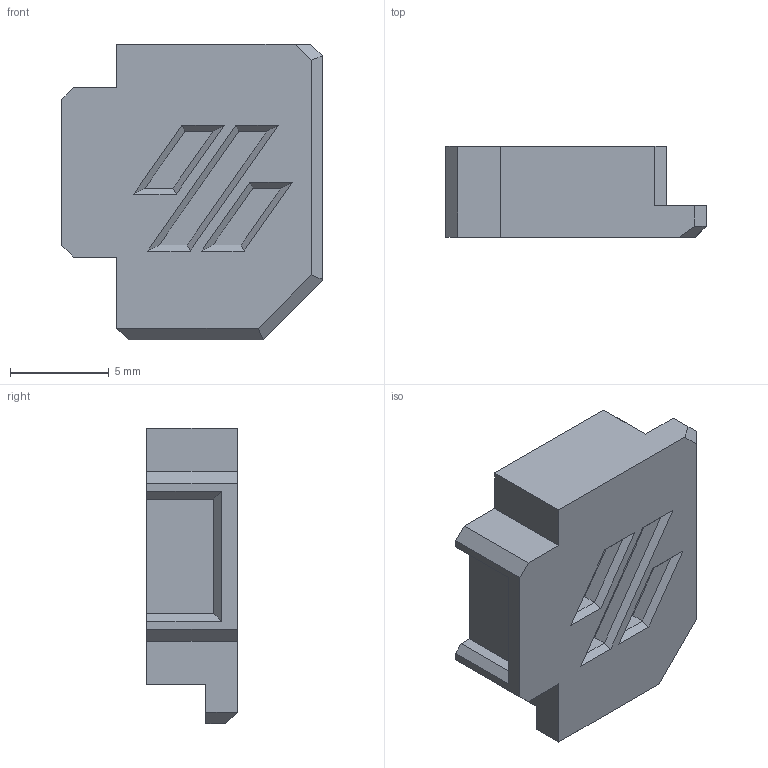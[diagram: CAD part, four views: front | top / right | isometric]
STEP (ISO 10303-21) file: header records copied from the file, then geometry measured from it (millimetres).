
FILE_DESCRIPTION(/* description */ (''),/* implementation_level */ '2;1');
FILE_NAME(/* name */ 'v0.2 Formbot Deck Chain Gap Cover v9.step',/* time_stamp */ '2023-06-18T14:29:09+12:00',/* author */ (''),/* organization */ (''),/* preprocessor_version */ 'ST-DEVELOPER v19.2',/* originating_system */ 'Autodesk Translation Framework v12.6.0.85',/* authorisation */ '');
FILE_SCHEMA (('AUTOMOTIVE_DESIGN { 1 0 10303 214 3 1 1 }'));
Length unit declared in the file: millimetre
Products named in the file (1): v0.2 Formbot Deck Chain Gap Cover
Bounding box: 13.2 x 4.6 x 15 mm (x, y, z)
Volume: 634.9 mm3; surface area: 602.3 mm2
Topology: 1 solids, 1 shells, 58 faces, 142 edges, 89 vertices
Faces by surface type: plane 58
Entity records: 1683 total; most frequent: CARTESIAN_POINT 290, ORIENTED_EDGE 284, DIRECTION 260, LINE 142, VECTOR 142, EDGE_CURVE 142, VERTEX_POINT 89, EDGE_LOOP 61
